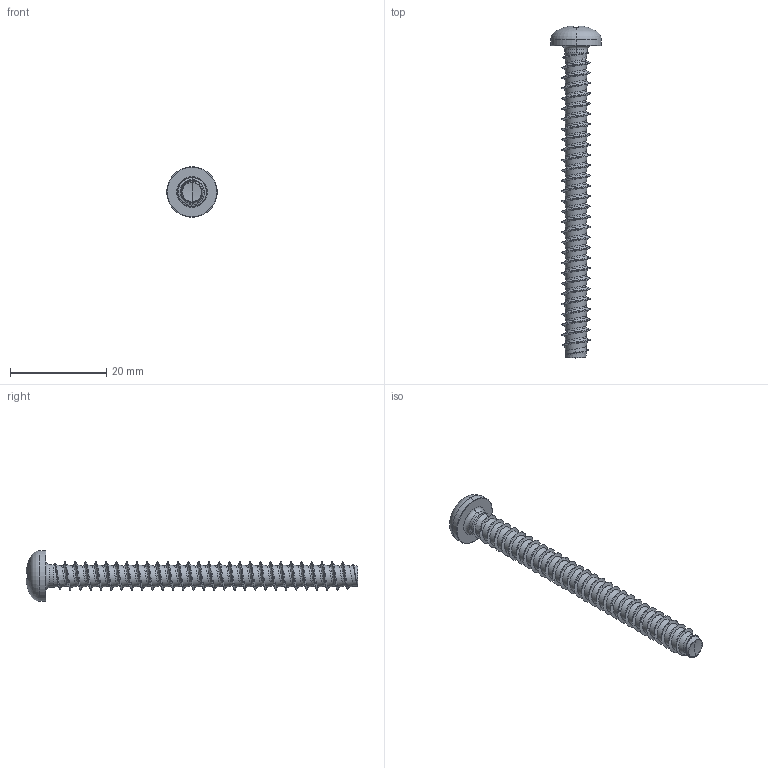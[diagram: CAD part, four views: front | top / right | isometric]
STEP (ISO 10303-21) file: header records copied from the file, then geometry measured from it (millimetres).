
FILE_DESCRIPTION (( 'STEP AP203' ), '1' );
FILE_NAME ('STP320600650.STEP', '2017-08-15T14:58:52', ( '' ), ( '' ), 'SwSTEP 2.0', 'SolidWorks 2015', '' );
FILE_SCHEMA (( 'CONFIG_CONTROL_DESIGN' ));
Products named in the file (1): STP320600650
Bounding box: 10.5 x 69.12 x 10.5 mm (x, y, z)
Volume: 1356.1 mm3; surface area: 1735.3 mm2
Topology: 1 solids, 1 shells, 224 faces, 540 edges, 318 vertices
Faces by surface type: cylinder 86, bspline 51, torus 28, sphere 28, plane 22, cone 9
Entity records: 61695 total; most frequent: CARTESIAN_POINT 57011, ORIENTED_EDGE 1076, DIRECTION 849, EDGE_CURVE 538, AXIS2_PLACEMENT_3D 365, VERTEX_POINT 318, EDGE_LOOP 226, FACE_OUTER_BOUND 224
